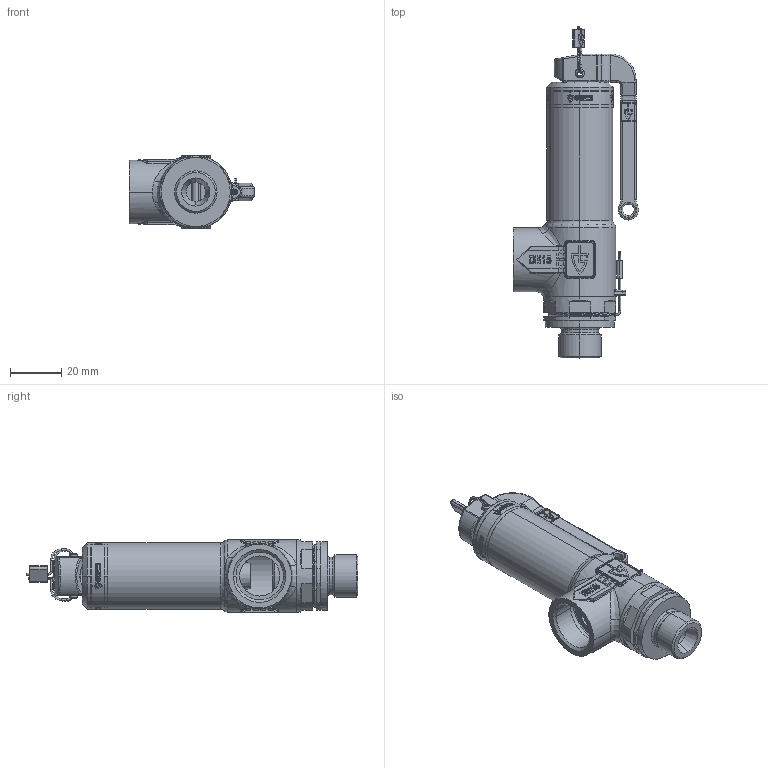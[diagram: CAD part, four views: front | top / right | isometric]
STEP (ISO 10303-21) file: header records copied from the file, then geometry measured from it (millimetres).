
FILE_DESCRIPTION (( 'STEP AP214' ), '1' );
FILE_NAME ('2400sGFL-15-m+f-10+15.STEP', '2016-02-26T07:29:08', ( '' ), ( '' ), 'SwSTEP 2.0', 'SolidWorks 2014', '' );
FILE_SCHEMA (( 'AUTOMOTIVE_DESIGN' ));
Length unit declared in the file: millimetre
Products named in the file (1): 2400sGFL-15-m+f-10+15
Bounding box: 49 x 130 x 28.6 mm (x, y, z)
Volume: 38400.4 mm3; surface area: 27659.4 mm2
Topology: 10 solids, 10 shells, 1051 faces, 3128 edges, 2210 vertices
Faces by surface type: cylinder 407, plane 366, torus 119, bspline 113, cone 42, sphere 4
Entity records: 54667 total; most frequent: CARTESIAN_POINT 14597, ORIENTED_EDGE 6228, DIRECTION 5717, EDGE_CURVE 3114, VERTEX_POINT 2210, AXIS2_PLACEMENT_3D 2137, VECTOR 1443, LINE 1443
